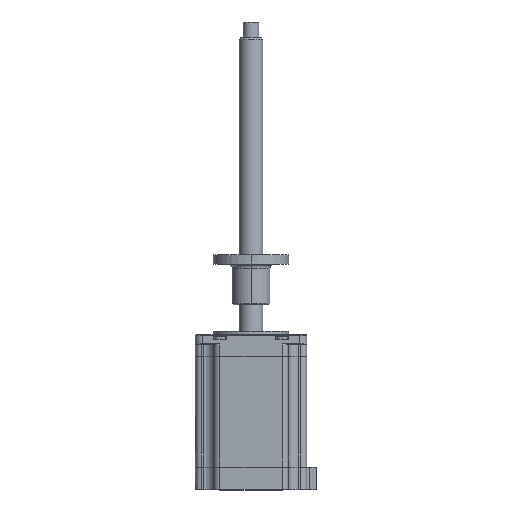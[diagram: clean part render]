
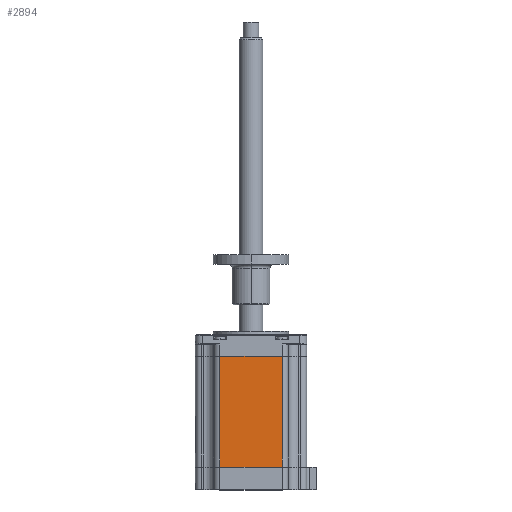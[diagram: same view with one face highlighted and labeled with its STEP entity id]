
A CAD part, top view. The second image highlights one B-rep face of the part: STEP entity #2894.
In plain terms, the highlighted planar face has unit normal (0, 0, 1).
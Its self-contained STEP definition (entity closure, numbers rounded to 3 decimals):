
#439 = CARTESIAN_POINT ( 'NONE',  ( -1.493, 9.999, 61.45 ) ) ;
#745 = VECTOR ( 'NONE', #9354, 1000. ) ;
#1349 = DIRECTION ( 'NONE',  ( -1., 0., 0. ) ) ;
#2367 = VECTOR ( 'NONE', #11311, 1000. ) ;
#2545 = DIRECTION ( 'NONE',  ( 0., 1., 0. ) ) ;
#2894 = ADVANCED_FACE ( 'NONE', ( #6607 ), #6490, .F. ) ;
#2990 = VERTEX_POINT ( 'NONE', #439 ) ;
#3276 = VECTOR ( 'NONE', #2545, 1000. ) ;
#3422 = DIRECTION ( 'NONE',  ( 0., 0., -1. ) ) ;
#3573 = LINE ( 'NONE', #6601, #3276 ) ;
#3744 = CARTESIAN_POINT ( 'NONE',  ( -33.093, 9.999, 61.45 ) ) ;
#3769 = LINE ( 'NONE', #4206, #745 ) ;
#3933 = ORIENTED_EDGE ( 'NONE', *, *, #7062, .F. ) ;
#4038 = CARTESIAN_POINT ( 'NONE',  ( -33.093, -46.001, 61.45 ) ) ;
#4206 = CARTESIAN_POINT ( 'NONE',  ( -1.493, 9.999, 61.45 ) ) ;
#4334 = EDGE_LOOP ( 'NONE', ( #7031, #3933, #11242, #6516 ) ) ;
#4727 = LINE ( 'NONE', #4038, #2367 ) ;
#5359 = CARTESIAN_POINT ( 'NONE',  ( -1.493, -46.001, 61.45 ) ) ;
#6490 = PLANE ( 'NONE',  #11811 ) ;
#6516 = ORIENTED_EDGE ( 'NONE', *, *, #8323, .T. ) ;
#6601 = CARTESIAN_POINT ( 'NONE',  ( -1.493, -46.001, 61.45 ) ) ;
#6607 = FACE_OUTER_BOUND ( 'NONE', #4334, .T. ) ;
#7031 = ORIENTED_EDGE ( 'NONE', *, *, #7159, .T. ) ;
#7062 = EDGE_CURVE ( 'NONE', #10945, #7987, #4727, .T. ) ;
#7159 = EDGE_CURVE ( 'NONE', #2990, #7987, #3769, .T. ) ;
#7478 = CARTESIAN_POINT ( 'NONE',  ( -1.493, -46.001, 61.45 ) ) ;
#7501 = CARTESIAN_POINT ( 'NONE',  ( -1.493, -46.001, 61.45 ) ) ;
#7774 = EDGE_CURVE ( 'NONE', #9722, #10945, #10051, .T. ) ;
#7987 = VERTEX_POINT ( 'NONE', #3744 ) ;
#8323 = EDGE_CURVE ( 'NONE', #9722, #2990, #3573, .T. ) ;
#9354 = DIRECTION ( 'NONE',  ( -1., 0., 0. ) ) ;
#9388 = VECTOR ( 'NONE', #1349, 1000. ) ;
#9722 = VERTEX_POINT ( 'NONE', #5359 ) ;
#10051 = LINE ( 'NONE', #7478, #9388 ) ;
#10627 = DIRECTION ( 'NONE',  ( 0., -1., 0. ) ) ;
#10945 = VERTEX_POINT ( 'NONE', #13066 ) ;
#11242 = ORIENTED_EDGE ( 'NONE', *, *, #7774, .F. ) ;
#11311 = DIRECTION ( 'NONE',  ( 0., 1., 0. ) ) ;
#11811 = AXIS2_PLACEMENT_3D ( 'NONE', #7501, #3422, #10627 ) ;
#13066 = CARTESIAN_POINT ( 'NONE',  ( -33.093, -46.001, 61.45 ) ) ;
